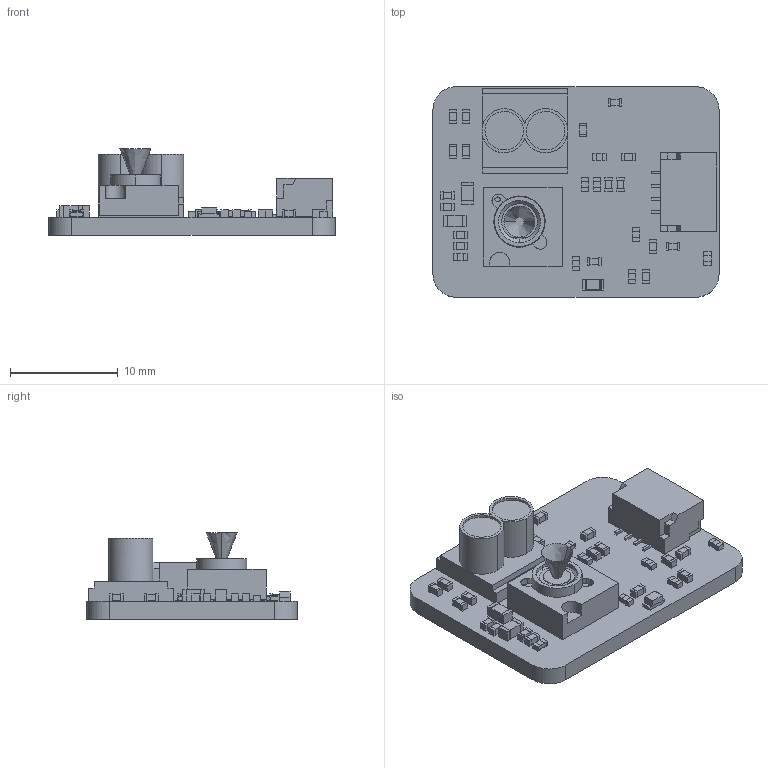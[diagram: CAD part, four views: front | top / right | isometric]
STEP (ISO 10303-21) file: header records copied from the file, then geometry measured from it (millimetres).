
FILE_DESCRIPTION(('FreeCAD Model'),'2;1');
FILE_NAME('Open CASCADE Shape Model','2025-04-27T05:20:44',('FreeCAD'),( 'FreeCAD'),'Open CASCADE STEP processor 7.6','FreeCAD','Unknown');
FILE_SCHEMA(('AUTOMOTIVE_DESIGN { 1 0 10303 214 1 1 1 1 }'));
Length unit declared in the file: millimetre
Products named in the file (1): Open CASCADE STEP translator 7.6 1
Bounding box: 26.49 x 19.49 x 8.04 mm (x, y, z)
Volume: 1318.9 mm3; surface area: 2238.1 mm2
Topology: 33 solids, 35 shells, 1115 faces, 2726 edges, 1790 vertices
Faces by surface type: bspline 1115
Entity records: 29580 total; most frequent: CARTESIAN_POINT 12328, ORIENTED_EDGE 5446, EDGE_CURVE 2724, B_SPLINE_CURVE_WITH_KNOTS 2585, VERTEX_POINT 1790, FACE_BOUND 1229, EDGE_LOOP 1229, ADVANCED_FACE 1115
